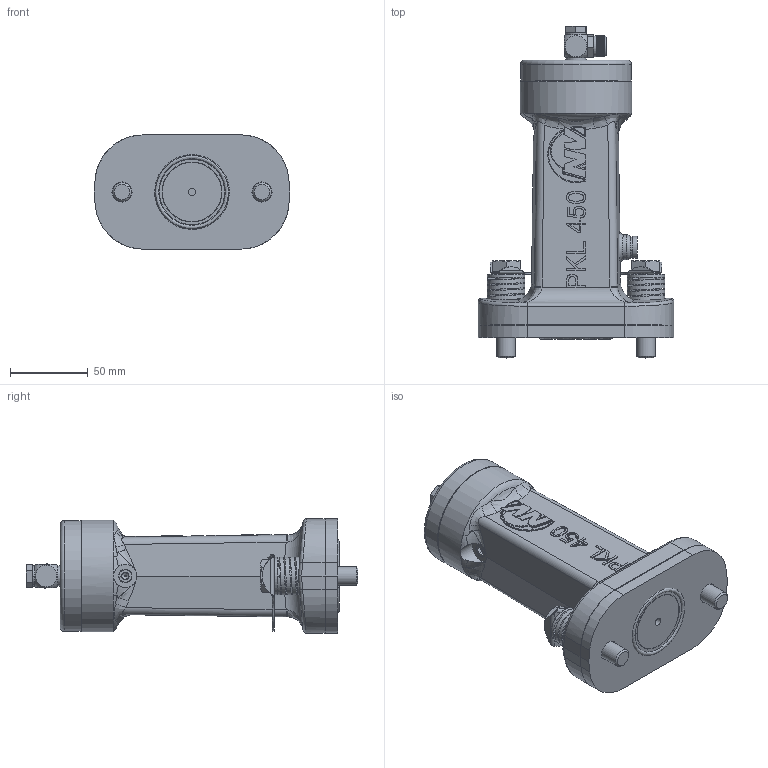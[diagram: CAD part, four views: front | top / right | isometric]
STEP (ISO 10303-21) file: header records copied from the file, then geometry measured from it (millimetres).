
FILE_DESCRIPTION (( 'STEP AP203' ), '1' );
FILE_NAME ('PKL 450 EE.STEP', '2015-03-30T14:42:52', ( 'Netter' ), ( 'Microsoft' ), 'SwSTEP 2.0', 'SolidWorks 2015', '' );
FILE_SCHEMA (( 'CONFIG_CONTROL_DESIGN' ));
Products named in the file (1): PKL 450 EE
Bounding box: 126 x 213.5 x 73.5 mm (x, y, z)
Volume: 692155 mm3; surface area: 127651.5 mm2
Topology: 22 solids, 22 shells, 2136 faces, 5751 edges, 3701 vertices
Faces by surface type: cone 862, plane 568, cylinder 521, bspline 153, torus 31, sphere 1
Full cylindrical faces by diameter (mm): 1 x2, 3.5 x2, 4.5 x2, 5 x5, 6 x5, 6.4 x1, 6.5 x4, 7.3 x4, 8.3 x1, 8.5 x1, 8.566 x4, 8.7 x8, 9.67 x1, 9.728 x1, 9.73 x2, 10 x6, 10.1 x1, 10.2 x4, 10.5 x4, 11.445 x1, 11.87 x1, 12 x2, 12.5 x2, 13 x7, 13.65 x1, 14 x1, 15 x1, 16 x1, 24 x2, 25 x2
Entity records: 73681 total; most frequent: CARTESIAN_POINT 24485, ORIENTED_EDGE 11036, DIRECTION 9102, EDGE_CURVE 5518, AXIS2_PLACEMENT_3D 3732, VERTEX_POINT 3643, EDGE_LOOP 2391, FACE_OUTER_BOUND 2235
